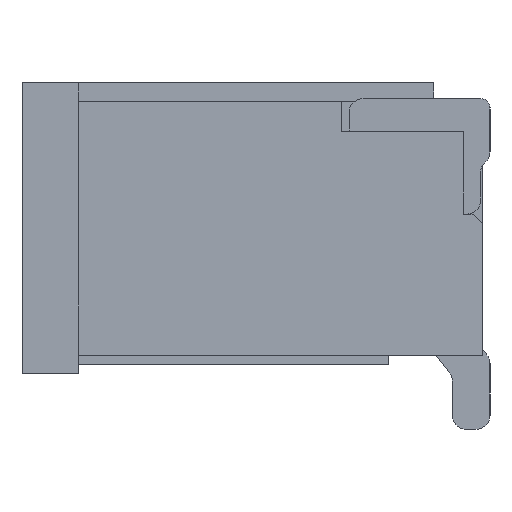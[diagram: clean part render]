
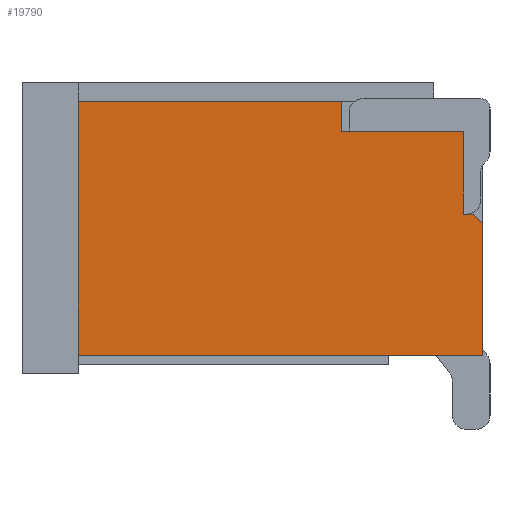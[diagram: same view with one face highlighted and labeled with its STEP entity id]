
A CAD part, left-side view. The second image highlights one B-rep face of the part: STEP entity #19790.
In plain terms, the highlighted planar face has unit normal (-1, 0, 0).
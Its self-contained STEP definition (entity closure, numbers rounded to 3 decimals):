
#263=DIRECTION('',(0.,-1.,0.));
#264=VECTOR('',#263,4.3);
#265=CARTESIAN_POINT('',(-7.,2.15,-1.4));
#266=LINE('',#265,#264);
#614=DIRECTION('',(0.,0.,1.));
#615=VECTOR('',#614,2.7);
#616=CARTESIAN_POINT('',(-7.,2.15,-1.4));
#617=LINE('',#616,#615);
#6831=DIRECTION('',(0.,0.,-1.));
#6832=VECTOR('',#6831,1.4);
#6833=CARTESIAN_POINT('',(-7.,-2.15,0.));
#6834=LINE('',#6833,#6832);
#6839=DIRECTION('',(0.,-0.707,-0.707));
#6840=VECTOR('',#6839,0.141);
#6841=CARTESIAN_POINT('',(-7.,-2.05,0.1));
#6842=LINE('',#6841,#6840);
#6851=DIRECTION('',(0.,1.,0.));
#6852=VECTOR('',#6851,1.3);
#6853=CARTESIAN_POINT('',(-7.,-1.95,0.98));
#6854=LINE('',#6853,#6852);
#6936=DIRECTION('',(0.,0.,-1.));
#6937=VECTOR('',#6936,0.32);
#6938=CARTESIAN_POINT('',(-7.,-0.65,1.3));
#6939=LINE('',#6938,#6937);
#6944=DIRECTION('',(0.,1.,0.));
#6945=VECTOR('',#6944,2.8);
#6946=CARTESIAN_POINT('',(-7.,-0.65,1.3));
#6947=LINE('',#6946,#6945);
#7074=DIRECTION('',(0.,1.,0.));
#7075=VECTOR('',#7074,0.1);
#7076=CARTESIAN_POINT('',(-7.,-2.05,0.1));
#7077=LINE('',#7076,#7075);
#7146=DIRECTION('',(0.,0.,-1.));
#7147=VECTOR('',#7146,0.88);
#7148=CARTESIAN_POINT('',(-7.,-1.95,0.98));
#7149=LINE('',#7148,#7147);
#9341=CARTESIAN_POINT('',(-7.,-1.95,0.98));
#9342=CARTESIAN_POINT('',(-7.,-0.65,0.98));
#9343=VERTEX_POINT('',#9341);
#9344=VERTEX_POINT('',#9342);
#9345=CARTESIAN_POINT('',(-7.,-0.65,1.3));
#9346=VERTEX_POINT('',#9345);
#9347=CARTESIAN_POINT('',(-7.,2.15,1.3));
#9348=VERTEX_POINT('',#9347);
#9349=CARTESIAN_POINT('',(-7.,2.15,-1.4));
#9350=VERTEX_POINT('',#9349);
#9351=CARTESIAN_POINT('',(-7.,-2.15,-1.4));
#9352=VERTEX_POINT('',#9351);
#9353=CARTESIAN_POINT('',(-7.,-2.15,0.));
#9354=VERTEX_POINT('',#9353);
#9355=CARTESIAN_POINT('',(-7.,-2.05,0.1));
#9356=VERTEX_POINT('',#9355);
#9357=CARTESIAN_POINT('',(-7.,-1.95,0.1));
#9358=VERTEX_POINT('',#9357);
#19768=CARTESIAN_POINT('',(-7.,0.,-0.05));
#19769=DIRECTION('',(1.,0.,0.));
#19770=DIRECTION('',(0.,0.,-1.));
#19771=AXIS2_PLACEMENT_3D('',#19768,#19769,#19770);
#19772=PLANE('',#19771);
#19774=ORIENTED_EDGE('',*,*,#19773,.F.);
#19776=ORIENTED_EDGE('',*,*,#19775,.T.);
#19778=ORIENTED_EDGE('',*,*,#19777,.F.);
#19780=ORIENTED_EDGE('',*,*,#19779,.T.);
#19781=ORIENTED_EDGE('',*,*,#19757,.T.);
#19782=ORIENTED_EDGE('',*,*,#10981,.F.);
#19783=ORIENTED_EDGE('',*,*,#11453,.T.);
#19785=ORIENTED_EDGE('',*,*,#19784,.F.);
#19787=ORIENTED_EDGE('',*,*,#19786,.T.);
#19788=EDGE_LOOP('',(#19774,#19776,#19778,#19780,#19781,#19782,#19783,#19785,
#19787));
#19789=FACE_OUTER_BOUND('',#19788,.F.);
#19790=ADVANCED_FACE('',(#19789),#19772,.F.);
#10981=EDGE_CURVE('',#9350,#9352,#266,.T.);
#11453=EDGE_CURVE('',#9350,#9348,#617,.T.);
#19757=EDGE_CURVE('',#9354,#9352,#6834,.T.);
#19773=EDGE_CURVE('',#9343,#9344,#6854,.T.);
#19775=EDGE_CURVE('',#9343,#9358,#7149,.T.);
#19777=EDGE_CURVE('',#9356,#9358,#7077,.T.);
#19779=EDGE_CURVE('',#9356,#9354,#6842,.T.);
#19784=EDGE_CURVE('',#9346,#9348,#6947,.T.);
#19786=EDGE_CURVE('',#9346,#9344,#6939,.T.);
